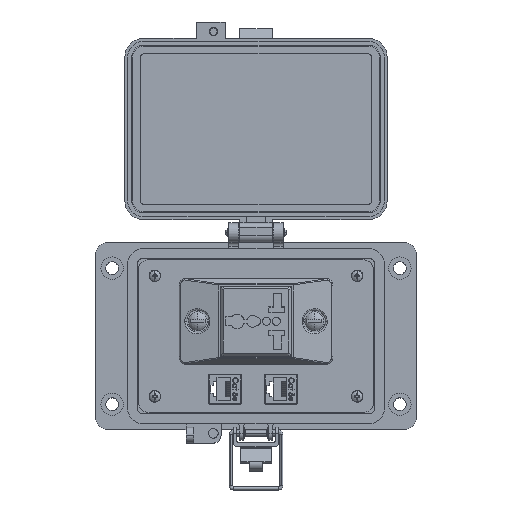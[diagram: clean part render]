
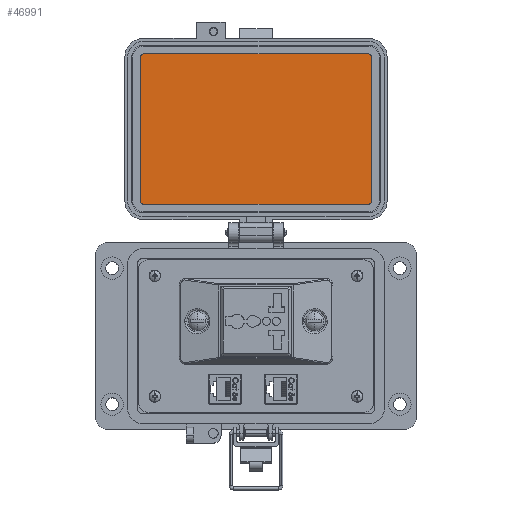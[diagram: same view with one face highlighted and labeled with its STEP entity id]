
A CAD part, top view. The second image highlights one B-rep face of the part: STEP entity #46991.
In plain terms, the highlighted planar face has unit normal (0, 0, 1).
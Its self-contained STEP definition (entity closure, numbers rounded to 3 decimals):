
#9 = LINE ( 'NONE', #15358, #52073 ) ;
#360 = ORIENTED_EDGE ( 'NONE', *, *, #22702, .F. ) ;
#849 = VERTEX_POINT ( 'NONE', #40299 ) ;
#1151 = CIRCLE ( 'NONE', #49691, 1.785 ) ;
#1243 = EDGE_LOOP ( 'NONE', ( #25970, #6448, #26577, #360, #46387, #9422, #30966, #35156 ) ) ;
#2560 = CARTESIAN_POINT ( 'NONE',  ( -59.505, 143.334, 8.694 ) ) ;
#4473 = AXIS2_PLACEMENT_3D ( 'NONE', #53944, #23658, #58976 ) ;
#4980 = VERTEX_POINT ( 'NONE', #59671 ) ;
#6448 = ORIENTED_EDGE ( 'NONE', *, *, #23653, .F. ) ;
#7208 = CARTESIAN_POINT ( 'NONE',  ( -30.745, 145.119, 8.694 ) ) ;
#8113 = CARTESIAN_POINT ( 'NONE',  ( 59.502, 143.334, 8.694 ) ) ;
#8486 = VECTOR ( 'NONE', #54894, 1000. ) ;
#9422 = ORIENTED_EDGE ( 'NONE', *, *, #20844, .F. ) ;
#10015 = CARTESIAN_POINT ( 'NONE',  ( 57.717, 145.119, 8.694 ) ) ;
#10024 = AXIS2_PLACEMENT_3D ( 'NONE', #7208, #47565, #17322 ) ;
#10364 = CARTESIAN_POINT ( 'NONE',  ( 57.717, 67.765, 8.694 ) ) ;
#10596 = DIRECTION ( 'NONE',  ( 0., 0., -1. ) ) ;
#10635 = DIRECTION ( 'NONE',  ( 0., 0., -1. ) ) ;
#12000 = AXIS2_PLACEMENT_3D ( 'NONE', #40776, #10596, #45875 ) ;
#12542 = VERTEX_POINT ( 'NONE', #8113 ) ;
#12712 = CIRCLE ( 'NONE', #61172, 1.785 ) ;
#12767 = VERTEX_POINT ( 'NONE', #10015 ) ;
#15358 = CARTESIAN_POINT ( 'NONE',  ( 59.502, 69.55, 8.694 ) ) ;
#16531 = EDGE_CURVE ( 'NONE', #849, #12767, #50018, .T. ) ;
#17322 = DIRECTION ( 'NONE',  ( 0., -1., 0. ) ) ;
#17813 = LINE ( 'NONE', #2560, #29623 ) ;
#20844 = EDGE_CURVE ( 'NONE', #12542, #31674, #9, .T. ) ;
#22643 = VERTEX_POINT ( 'NONE', #23762 ) ;
#22702 = EDGE_CURVE ( 'NONE', #32724, #22643, #63699, .T. ) ;
#23576 = DIRECTION ( 'NONE',  ( 1., 0., 0. ) ) ;
#23653 = EDGE_CURVE ( 'NONE', #4980, #61909, #17813, .T. ) ;
#23658 = DIRECTION ( 'NONE',  ( 0., 0., -1. ) ) ;
#23762 = CARTESIAN_POINT ( 'NONE',  ( -57.72, 67.765, 8.694 ) ) ;
#24078 = CARTESIAN_POINT ( 'NONE',  ( -57.72, 69.55, 8.694 ) ) ;
#24625 = CARTESIAN_POINT ( 'NONE',  ( -57.72, 67.765, 8.694 ) ) ;
#25970 = ORIENTED_EDGE ( 'NONE', *, *, #52309, .F. ) ;
#26577 = ORIENTED_EDGE ( 'NONE', *, *, #53860, .F. ) ;
#27077 = CIRCLE ( 'NONE', #4473, 1.785 ) ;
#29162 = DIRECTION ( 'NONE',  ( 0., -1., 0. ) ) ;
#29623 = VECTOR ( 'NONE', #32683, 1000. ) ;
#30966 = ORIENTED_EDGE ( 'NONE', *, *, #44203, .F. ) ;
#31674 = VERTEX_POINT ( 'NONE', #60611 ) ;
#32683 = DIRECTION ( 'NONE',  ( 0., 1., 0. ) ) ;
#32724 = VERTEX_POINT ( 'NONE', #10364 ) ;
#35156 = ORIENTED_EDGE ( 'NONE', *, *, #16531, .F. ) ;
#36532 = VECTOR ( 'NONE', #23576, 1000. ) ;
#37316 = CARTESIAN_POINT ( 'NONE',  ( -59.505, 143.334, 8.694 ) ) ;
#40299 = CARTESIAN_POINT ( 'NONE',  ( -57.72, 145.119, 8.694 ) ) ;
#40776 = CARTESIAN_POINT ( 'NONE',  ( -57.72, 143.334, 8.694 ) ) ;
#40811 = CARTESIAN_POINT ( 'NONE',  ( 57.717, 69.55, 8.694 ) ) ;
#42443 = PLANE ( 'NONE',  #10024 ) ;
#42507 = CARTESIAN_POINT ( 'NONE',  ( 57.717, 145.119, 8.694 ) ) ;
#44203 = EDGE_CURVE ( 'NONE', #12767, #12542, #27077, .T. ) ;
#45875 = DIRECTION ( 'NONE',  ( 0., -1., 0. ) ) ;
#45907 = DIRECTION ( 'NONE',  ( 0., -1., 0. ) ) ;
#46387 = ORIENTED_EDGE ( 'NONE', *, *, #56239, .F. ) ;
#46991 = ADVANCED_FACE ( 'NONE', ( #60774 ), #42443, .T. ) ;
#47565 = DIRECTION ( 'NONE',  ( 0., 0., 1. ) ) ;
#49691 = AXIS2_PLACEMENT_3D ( 'NONE', #24078, #59402, #29162 ) ;
#50018 = LINE ( 'NONE', #42507, #36532 ) ;
#52073 = VECTOR ( 'NONE', #60807, 1000. ) ;
#52309 = EDGE_CURVE ( 'NONE', #61909, #849, #58896, .T. ) ;
#53860 = EDGE_CURVE ( 'NONE', #22643, #4980, #1151, .T. ) ;
#53944 = CARTESIAN_POINT ( 'NONE',  ( 57.717, 143.334, 8.694 ) ) ;
#54894 = DIRECTION ( 'NONE',  ( -1., 0., 0. ) ) ;
#56239 = EDGE_CURVE ( 'NONE', #31674, #32724, #12712, .T. ) ;
#58896 = CIRCLE ( 'NONE', #12000, 1.785 ) ;
#58976 = DIRECTION ( 'NONE',  ( 0., -1., 0. ) ) ;
#59402 = DIRECTION ( 'NONE',  ( 0., 0., -1. ) ) ;
#59671 = CARTESIAN_POINT ( 'NONE',  ( -59.505, 69.55, 8.694 ) ) ;
#60611 = CARTESIAN_POINT ( 'NONE',  ( 59.502, 69.55, 8.694 ) ) ;
#60774 = FACE_OUTER_BOUND ( 'NONE', #1243, .T. ) ;
#60807 = DIRECTION ( 'NONE',  ( 0., -1., 0. ) ) ;
#61172 = AXIS2_PLACEMENT_3D ( 'NONE', #40811, #10635, #45907 ) ;
#61909 = VERTEX_POINT ( 'NONE', #37316 ) ;
#63699 = LINE ( 'NONE', #24625, #8486 ) ;
